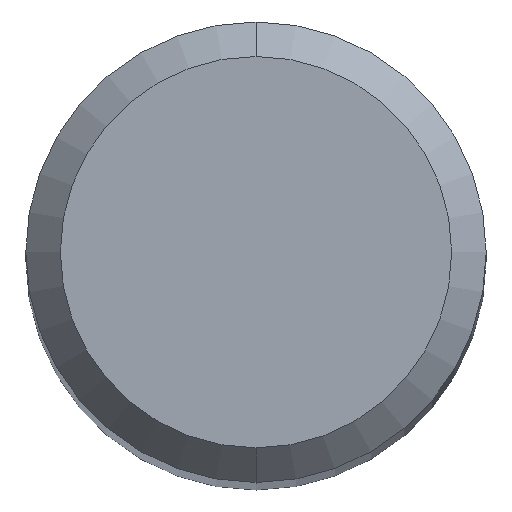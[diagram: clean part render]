
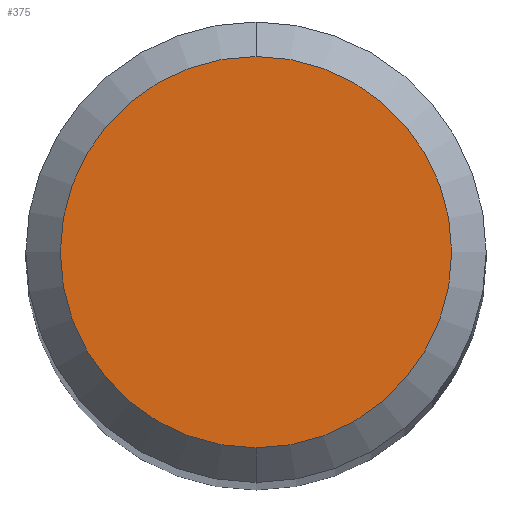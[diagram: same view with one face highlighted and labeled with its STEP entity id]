
A CAD part, top view. The second image highlights one B-rep face of the part: STEP entity #375.
In plain terms, the highlighted planar face has unit normal (0, 0, 1).
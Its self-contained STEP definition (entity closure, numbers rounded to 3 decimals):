
#275=EDGE_CURVE('',#473,#359,#710,.T.);
#359=VERTEX_POINT('',#801);
#375=ADVANCED_FACE('',(#819),#820,.T.);
#473=VERTEX_POINT('',#928);
#647=EDGE_CURVE('',#359,#473,#1119,.T.);
#710=CIRCLE('',#1208,1.7);
#801=CARTESIAN_POINT('',(0.,-1.7,0.0));
#819=FACE_OUTER_BOUND('',#1360,.T.);
#820=PLANE('',#1361);
#928=CARTESIAN_POINT('',(0.0,1.7,0.0));
#1119=CIRCLE('',#1888,1.7);
#1208=AXIS2_PLACEMENT_3D('',#1957,#1958,#1959);
#1360=EDGE_LOOP('',(#2100,#2101));
#1361=AXIS2_PLACEMENT_3D('',#2102,#2103,#2104);
#1888=AXIS2_PLACEMENT_3D('',#2523,#2524,#2525);
#1957=CARTESIAN_POINT('',(0.0,0.0,0.0));
#1958=DIRECTION('',(0.0,0.0,-1.0));
#1959=DIRECTION('',(0.0,1.0,0.0));
#2100=ORIENTED_EDGE('',*,*,#275,.F.);
#2101=ORIENTED_EDGE('',*,*,#647,.F.);
#2102=CARTESIAN_POINT('',(0.0,0.85,0.0));
#2103=DIRECTION('',(-0.0,0.0,1.0));
#2104=DIRECTION('',(0.0,-1.0,0.0));
#2523=CARTESIAN_POINT('',(0.0,0.0,0.0));
#2524=DIRECTION('',(0.0,0.0,-1.0));
#2525=DIRECTION('',(0.0,1.0,0.0));
